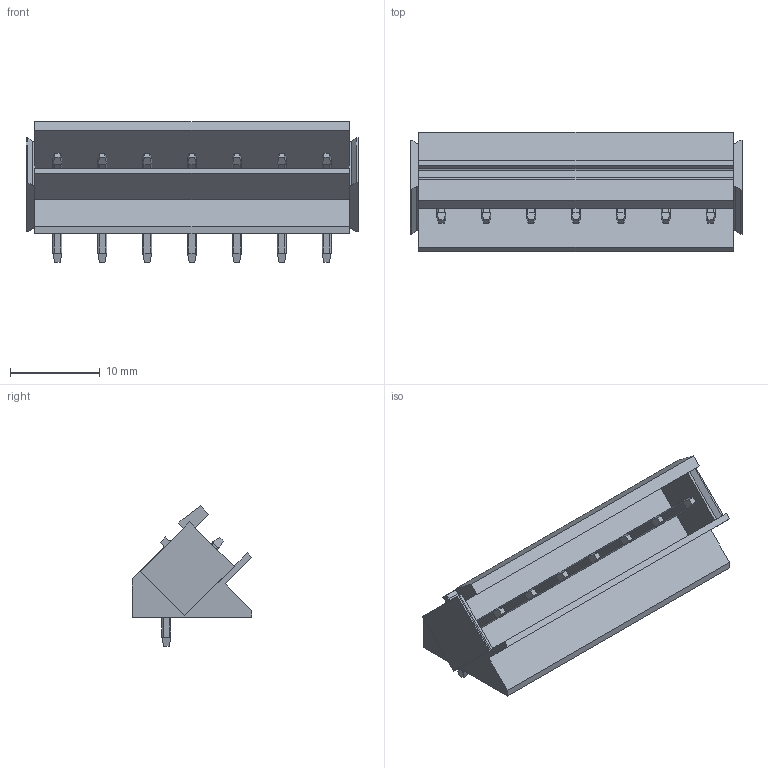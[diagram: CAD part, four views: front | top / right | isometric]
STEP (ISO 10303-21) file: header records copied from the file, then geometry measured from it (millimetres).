
FILE_DESCRIPTION(('CATIA V5 STEP Exchange','CAx-IF Rec.Pracs.--- Model Styling and Organization---1.2---2011-12-15'),'2;1');
FILE_NAME ('D1453872_0_1630530000_1630530000.stp','2018-10-13T03:13:03+00:00',('none'),('Weidmueller'),'CATIA Version 5-6 Release 2014','CATIA V5 STEP AP214','none');
FILE_SCHEMA(('AUTOMOTIVE_DESIGN { 1 0 10303 214 1 1 1 1 }'));
Length unit declared in the file: millimetre
Products named in the file (1): 1630530000
Bounding box: 37 x 13.3 x 15.63 mm (x, y, z)
Volume: 2189.4 mm3; surface area: 3072 mm2
Topology: 8 solids, 8 shells, 308 faces, 816 edges, 524 vertices
Faces by surface type: plane 194, cylinder 114
Entity records: 10973 total; most frequent: CARTESIAN_POINT 4020, ORIENTED_EDGE 1632, DIRECTION 1078, EDGE_CURVE 816, VECTOR 588, LINE 588, VERTEX_POINT 524, EDGE_LOOP 322
